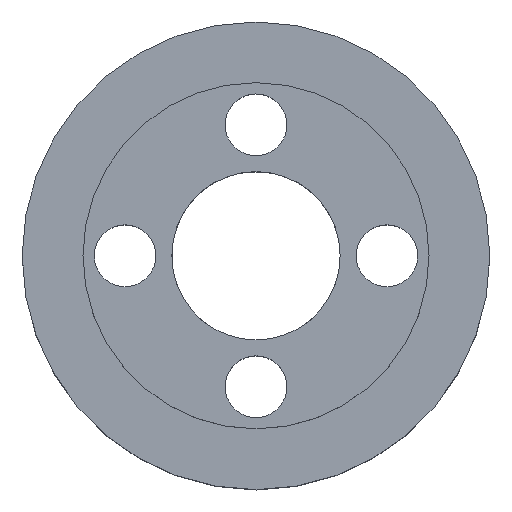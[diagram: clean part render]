
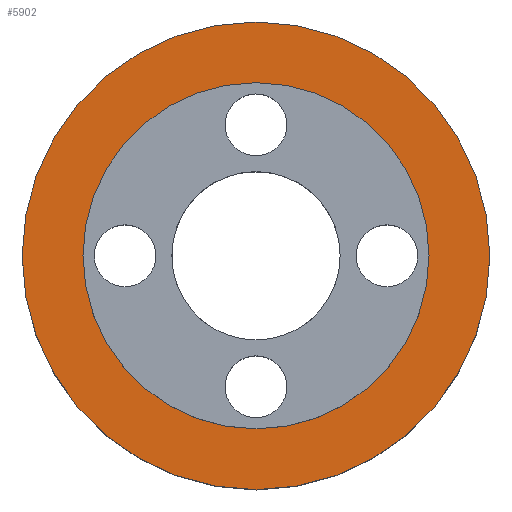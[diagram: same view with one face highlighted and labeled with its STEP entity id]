
A CAD part, top view. The second image highlights one B-rep face of the part: STEP entity #5902.
In plain terms, the highlighted planar face has unit normal (0, 0, 1).
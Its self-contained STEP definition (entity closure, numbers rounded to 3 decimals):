
#28=FACE_BOUND('',#756,.T.);
#139=PLANE('',#6607);
#441=FACE_OUTER_BOUND('',#755,.T.);
#755=EDGE_LOOP('',(#5409));
#756=EDGE_LOOP('',(#5410));
#1760=CIRCLE('',#5919,9.25);
#2062=CIRCLE('',#6384,12.5);
#2149=VERTEX_POINT('',#8497);
#2605=VERTEX_POINT('',#9732);
#2743=EDGE_CURVE('',#2149,#2149,#1760,.T.);
#3359=EDGE_CURVE('',#2605,#2605,#2062,.T.);
#5409=ORIENTED_EDGE('',*,*,#3359,.T.);
#5410=ORIENTED_EDGE('',*,*,#2743,.T.);
#5902=ADVANCED_FACE('',(#441,#28),#139,.T.);
#5919=AXIS2_PLACEMENT_3D('',#8499,#6615,#6616);
#6384=AXIS2_PLACEMENT_3D('',#9734,#7859,#7860);
#6607=AXIS2_PLACEMENT_3D('',#10278,#8491,#8492);
#6615=DIRECTION('center_axis',(0.,0.,-1.));
#6616=DIRECTION('ref_axis',(-1.,0.,0.));
#7859=DIRECTION('center_axis',(0.,0.,1.));
#7860=DIRECTION('ref_axis',(-1.,0.,0.));
#8491=DIRECTION('center_axis',(0.,0.,1.));
#8492=DIRECTION('ref_axis',(1.,0.,0.));
#8497=CARTESIAN_POINT('',(9.25,0.,10.));
#8499=CARTESIAN_POINT('Origin',(0.,0.,10.));
#9732=CARTESIAN_POINT('',(12.5,0.,10.));
#9734=CARTESIAN_POINT('Origin',(0.,0.,10.));
#10278=CARTESIAN_POINT('Origin',(0.,0.,10.));
